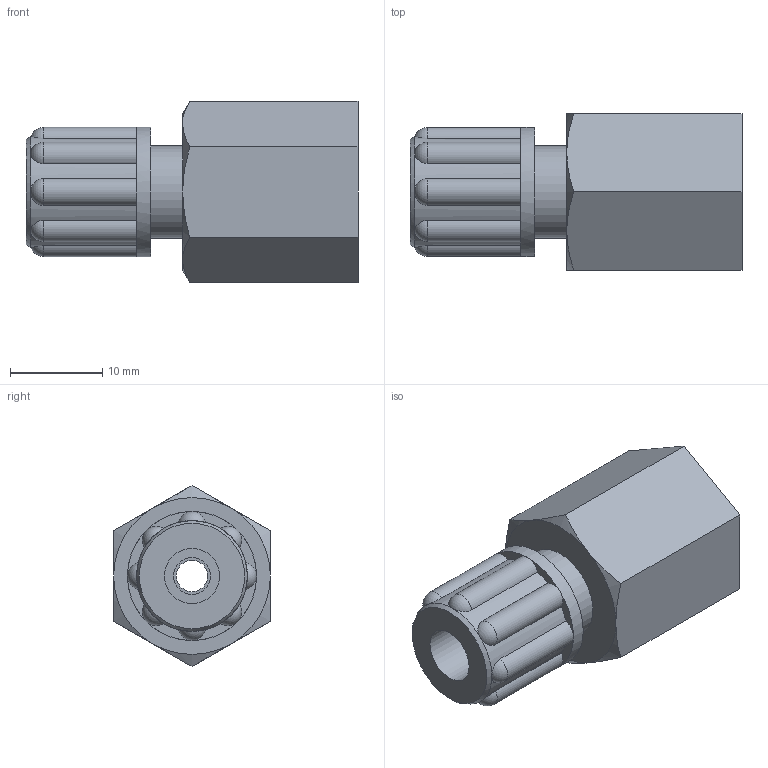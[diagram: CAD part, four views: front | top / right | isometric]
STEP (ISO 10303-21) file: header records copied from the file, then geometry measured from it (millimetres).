
FILE_DESCRIPTION(/* description */ (''),/* implementation_level */ '2;1');
FILE_NAME(/* name */ '1A100FG4014xx.stp',/* time_stamp */ '2017-10-10T10:03:39+02:00',/* author */ ('somue'),/* organization */ (''),/* preprocessor_version */ 'ST-DEVELOPER v16.13',/* originating_system */ 'Autodesk Inventor 2018',/* authorisation */ '');
FILE_SCHEMA (('CONFIG_CONTROL_DESIGN'));
Length unit declared in the file: millimetre
Products named in the file (1): 1A100FG4014xx
Bounding box: 36 x 17 x 19.63 mm (x, y, z)
Volume: 4869.8 mm3; surface area: 3494.5 mm2
Topology: 1 solids, 1 shells, 58 faces, 129 edges, 78 vertices
Faces by surface type: cylinder 22, plane 21, sphere 8, cone 7
Full cylindrical faces by diameter (mm): 3.4 x1, 4 x1, 6 x1, 10 x1, 11.445 x1, 14 x1
Entity records: 1747 total; most frequent: CARTESIAN_POINT 459, DIRECTION 278, ORIENTED_EDGE 244, AXIS2_PLACEMENT_3D 125, EDGE_CURVE 122, VERTEX_POINT 78, EDGE_LOOP 72, CIRCLE 66
